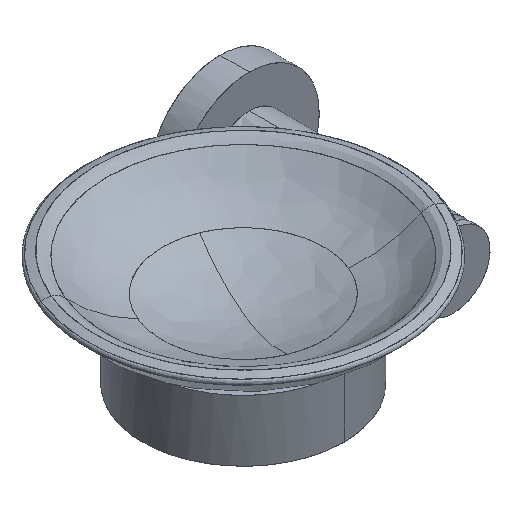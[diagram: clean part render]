
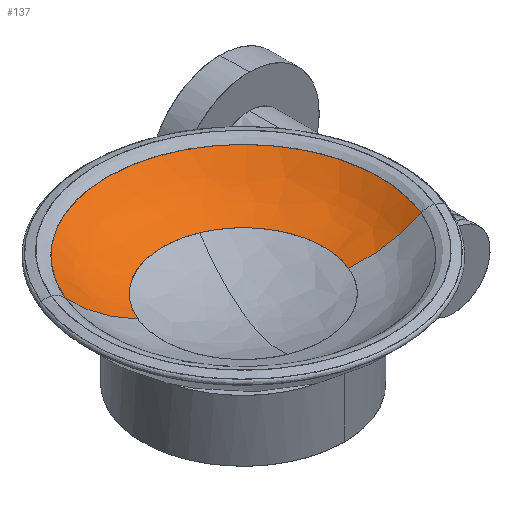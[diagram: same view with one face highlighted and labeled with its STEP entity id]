
A CAD part, isometric view. The second image highlights one B-rep face of the part: STEP entity #137.
In plain terms, the highlighted free-form (B-spline) face has degree [3, 3] with [4, 4] control points.
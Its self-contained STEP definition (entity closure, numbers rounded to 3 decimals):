
#137=ADVANCED_FACE('',(#184),#1423,.T.);
#184=FACE_OUTER_BOUND('',#234,.T.);
#234=EDGE_LOOP('',(#349,#350,#351,#352));
#349=ORIENTED_EDGE('',*,*,#1125,.T.);
#350=ORIENTED_EDGE('',*,*,#1123,.F.);
#351=ORIENTED_EDGE('',*,*,#1126,.T.);
#352=ORIENTED_EDGE('',*,*,#1121,.F.);
#511=PCURVE('',#1422,#677);
#513=PCURVE('',#1422,#679);
#515=PCURVE('',#1423,#681);
#516=PCURVE('',#1423,#682);
#517=PCURVE('',#1423,#683);
#518=PCURVE('',#1423,#684);
#677=DEFINITIONAL_REPRESENTATION('',(#843),#3478);
#679=DEFINITIONAL_REPRESENTATION('',(#845),#3478);
#681=DEFINITIONAL_REPRESENTATION('',(#847),#3478);
#682=DEFINITIONAL_REPRESENTATION('',(#848),#3478);
#683=DEFINITIONAL_REPRESENTATION('',(#849),#3478);
#684=DEFINITIONAL_REPRESENTATION('',(#850),#3478);
#843=B_SPLINE_CURVE_WITH_KNOTS('',1,(#2510,#2511),.UNSPECIFIED.,.F.,.F.,
(2,2),(0.,1.),.UNSPECIFIED.);
#845=B_SPLINE_CURVE_WITH_KNOTS('',1,(#2522,#2523),.UNSPECIFIED.,.F.,.F.,
(2,2),(-1.,0.),.UNSPECIFIED.);
#847=B_SPLINE_CURVE_WITH_KNOTS('',1,(#2534,#2535),.UNSPECIFIED.,.F.,.F.,
(2,2),(0.5,1.),.UNSPECIFIED.);
#848=B_SPLINE_CURVE_WITH_KNOTS('',1,(#2536,#2537),.UNSPECIFIED.,.F.,.F.,
(2,2),(-1.,0.),.UNSPECIFIED.);
#849=B_SPLINE_CURVE_WITH_KNOTS('',1,(#2542,#2543),.UNSPECIFIED.,.F.,.F.,
(2,2),(-1.,-0.5),.UNSPECIFIED.);
#850=B_SPLINE_CURVE_WITH_KNOTS('',1,(#2544,#2545),.UNSPECIFIED.,.F.,.F.,
(2,2),(0.,1.),.UNSPECIFIED.);
#992=SURFACE_CURVE('',#1250,(#511,#518),.PCURVE_S1.);
#994=SURFACE_CURVE('',#1252,(#513,#516),.PCURVE_S1.);
#996=SURFACE_CURVE('',#1254,(#515),.PCURVE_S1.);
#997=SURFACE_CURVE('',#1255,(#517),.PCURVE_S1.);
#1121=EDGE_CURVE('',#1359,#1360,#992,.T.);
#1123=EDGE_CURVE('',#1358,#1357,#994,.T.);
#1125=EDGE_CURVE('',#1359,#1357,#996,.T.);
#1126=EDGE_CURVE('',#1358,#1360,#997,.T.);
#1250=(
BOUNDED_CURVE()
B_SPLINE_CURVE(3,(#2506,#2507,#2508,#2509),.UNSPECIFIED.,.F.,.F.)
B_SPLINE_CURVE_WITH_KNOTS((4,4),(0.,1.),.UNSPECIFIED.)
CURVE()
GEOMETRIC_REPRESENTATION_ITEM()
RATIONAL_B_SPLINE_CURVE((1.,0.978,0.978,1.))
REPRESENTATION_ITEM('')
);
#1252=(
BOUNDED_CURVE()
B_SPLINE_CURVE(3,(#2518,#2519,#2520,#2521),.UNSPECIFIED.,.F.,.F.)
B_SPLINE_CURVE_WITH_KNOTS((4,4),(-1.,0.),.UNSPECIFIED.)
CURVE()
GEOMETRIC_REPRESENTATION_ITEM()
RATIONAL_B_SPLINE_CURVE((1.,0.978,0.978,1.))
REPRESENTATION_ITEM('')
);
#1254=(
BOUNDED_CURVE()
B_SPLINE_CURVE(3,(#2530,#2531,#2532,#2533),.UNSPECIFIED.,.F.,.F.)
B_SPLINE_CURVE_WITH_KNOTS((4,4),(0.5,1.),.UNSPECIFIED.)
CURVE()
GEOMETRIC_REPRESENTATION_ITEM()
RATIONAL_B_SPLINE_CURVE((1.,0.333,0.333,1.))
REPRESENTATION_ITEM('')
);
#1255=(
BOUNDED_CURVE()
B_SPLINE_CURVE(3,(#2538,#2539,#2540,#2541),.UNSPECIFIED.,.F.,.F.)
B_SPLINE_CURVE_WITH_KNOTS((4,4),(-1.,-0.5),.UNSPECIFIED.)
CURVE()
GEOMETRIC_REPRESENTATION_ITEM()
RATIONAL_B_SPLINE_CURVE((1.,0.333,0.333,1.))
REPRESENTATION_ITEM('')
);
#1357=VERTEX_POINT('',#2502);
#1358=VERTEX_POINT('',#2503);
#1359=VERTEX_POINT('',#2504);
#1360=VERTEX_POINT('',#2505);
#1422=(
BOUNDED_SURFACE()
B_SPLINE_SURFACE(3,3,((#2470,#2471,#2472,#2473),(#2474,#2475,#2476,#2477),
(#2478,#2479,#2480,#2481),(#2482,#2483,#2484,#2485)),.UNSPECIFIED.,.F.,
 .F.,.F.)
B_SPLINE_SURFACE_WITH_KNOTS((4,4),(4,4),(0.,0.5),(0.,1.),.UNSPECIFIED.)
GEOMETRIC_REPRESENTATION_ITEM()
RATIONAL_B_SPLINE_SURFACE(((1.,0.978,0.978,1.),
(0.333,0.326,0.326,0.333),
(0.333,0.326,0.326,0.333),
(1.,0.978,0.978,1.)))
REPRESENTATION_ITEM('')
SURFACE()
);
#1423=(
BOUNDED_SURFACE()
B_SPLINE_SURFACE(3,3,((#2486,#2487,#2488,#2489),(#2490,#2491,#2492,#2493),
(#2494,#2495,#2496,#2497),(#2498,#2499,#2500,#2501)),.UNSPECIFIED.,.F.,
 .F.,.F.)
B_SPLINE_SURFACE_WITH_KNOTS((4,4),(4,4),(0.5,1.),(0.,1.),.UNSPECIFIED.)
GEOMETRIC_REPRESENTATION_ITEM()
RATIONAL_B_SPLINE_SURFACE(((1.,0.978,0.978,1.),
(0.333,0.326,0.326,0.333),
(0.333,0.326,0.326,0.333),
(1.,0.978,0.978,1.)))
REPRESENTATION_ITEM('')
SURFACE()
);
#2470=CARTESIAN_POINT('',(-60.392,5.405,27.677));
#2471=CARTESIAN_POINT('',(-55.525,3.394,22.295));
#2472=CARTESIAN_POINT('',(-49.543,0.922,18.446));
#2473=CARTESIAN_POINT('',(-42.849,-1.843,16.388));
#2474=CARTESIAN_POINT('',(-95.992,-80.762,27.677));
#2475=CARTESIAN_POINT('',(-87.103,-73.038,22.295));
#2476=CARTESIAN_POINT('',(-76.179,-63.546,18.446));
#2477=CARTESIAN_POINT('',(-63.953,-52.923,16.388));
#2478=CARTESIAN_POINT('',(-9.826,-116.362,27.677));
#2479=CARTESIAN_POINT('',(-10.672,-104.616,22.295));
#2480=CARTESIAN_POINT('',(-11.71,-90.181,18.446));
#2481=CARTESIAN_POINT('',(-12.873,-74.027,16.388));
#2482=CARTESIAN_POINT('',(25.774,-30.195,27.677));
#2483=CARTESIAN_POINT('',(20.907,-28.184,22.295));
#2484=CARTESIAN_POINT('',(14.925,-25.713,18.446));
#2485=CARTESIAN_POINT('',(8.231,-22.947,16.388));
#2486=CARTESIAN_POINT('',(25.774,-30.195,27.677));
#2487=CARTESIAN_POINT('',(20.907,-28.184,22.295));
#2488=CARTESIAN_POINT('',(14.925,-25.713,18.446));
#2489=CARTESIAN_POINT('',(8.231,-22.947,16.388));
#2490=CARTESIAN_POINT('',(61.374,55.971,27.677));
#2491=CARTESIAN_POINT('',(52.485,48.247,22.295));
#2492=CARTESIAN_POINT('',(41.561,38.755,18.446));
#2493=CARTESIAN_POINT('',(29.334,28.132,16.388));
#2494=CARTESIAN_POINT('',(-24.792,91.571,27.677));
#2495=CARTESIAN_POINT('',(-23.947,79.825,22.295));
#2496=CARTESIAN_POINT('',(-22.908,65.391,18.446));
#2497=CARTESIAN_POINT('',(-21.745,49.236,16.388));
#2498=CARTESIAN_POINT('',(-60.392,5.405,27.677));
#2499=CARTESIAN_POINT('',(-55.525,3.394,22.295));
#2500=CARTESIAN_POINT('',(-49.543,0.922,18.446));
#2501=CARTESIAN_POINT('',(-42.849,-1.843,16.388));
#2502=CARTESIAN_POINT('',(-60.392,5.405,27.677));
#2503=CARTESIAN_POINT('',(-42.849,-1.843,16.388));
#2504=CARTESIAN_POINT('',(25.774,-30.195,27.677));
#2505=CARTESIAN_POINT('',(8.231,-22.947,16.388));
#2506=CARTESIAN_POINT('',(25.774,-30.195,27.677));
#2507=CARTESIAN_POINT('',(20.907,-28.184,22.295));
#2508=CARTESIAN_POINT('',(14.925,-25.713,18.446));
#2509=CARTESIAN_POINT('',(8.231,-22.947,16.388));
#2510=CARTESIAN_POINT('',(0.5,0.));
#2511=CARTESIAN_POINT('',(0.5,1.));
#2518=CARTESIAN_POINT('',(-42.849,-1.843,16.388));
#2519=CARTESIAN_POINT('',(-49.543,0.922,18.446));
#2520=CARTESIAN_POINT('',(-55.525,3.394,22.295));
#2521=CARTESIAN_POINT('',(-60.392,5.405,27.677));
#2522=CARTESIAN_POINT('',(0.,1.));
#2523=CARTESIAN_POINT('',(0.,0.));
#2530=CARTESIAN_POINT('',(25.774,-30.195,27.677));
#2531=CARTESIAN_POINT('',(61.374,55.971,27.677));
#2532=CARTESIAN_POINT('',(-24.792,91.571,27.677));
#2533=CARTESIAN_POINT('',(-60.392,5.405,27.677));
#2534=CARTESIAN_POINT('',(0.5,0.));
#2535=CARTESIAN_POINT('',(1.,0.));
#2536=CARTESIAN_POINT('',(1.,1.));
#2537=CARTESIAN_POINT('',(1.,0.));
#2538=CARTESIAN_POINT('',(-42.849,-1.843,16.388));
#2539=CARTESIAN_POINT('',(-21.745,49.236,16.388));
#2540=CARTESIAN_POINT('',(29.334,28.132,16.388));
#2541=CARTESIAN_POINT('',(8.231,-22.947,16.388));
#2542=CARTESIAN_POINT('',(1.,1.));
#2543=CARTESIAN_POINT('',(0.5,1.));
#2544=CARTESIAN_POINT('',(0.5,0.));
#2545=CARTESIAN_POINT('',(0.5,1.));
#3478=(
GEOMETRIC_REPRESENTATION_CONTEXT(2)
PARAMETRIC_REPRESENTATION_CONTEXT()
REPRESENTATION_CONTEXT('pspace','')
);
